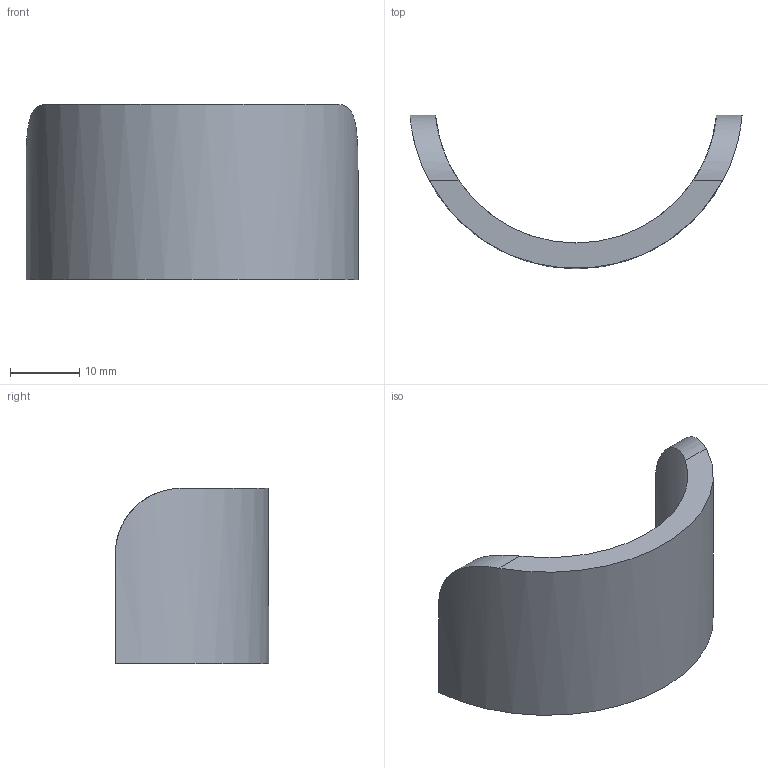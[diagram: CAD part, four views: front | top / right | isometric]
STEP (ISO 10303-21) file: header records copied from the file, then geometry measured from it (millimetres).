
FILE_DESCRIPTION(/* description */ (''),/* implementation_level */ '2;1');
FILE_NAME(/* name */ 'FE-00006-08_1.stp',/* time_stamp */ '2017-01-08T11:49:28-05:00',/* author */ ('jeff1'),/* organization */ (''),/* preprocessor_version */ 'ST-DEVELOPER v16.5',/* originating_system */ 'Autodesk Inventor 2017',/* authorisation */ '');
FILE_SCHEMA (('AUTOMOTIVE_DESIGN { 1 0 10303 214 3 1 1 }'));
Length unit declared in the file: inch
Products named in the file (1): FE-00006-08_1
Bounding box: 48.11 x 22.23 x 25.4 mm (x, y, z)
Volume: 6046.9 mm3; surface area: 3929.3 mm2
Topology: 1 solids, 1 shells, 8 faces, 18 edges, 12 vertices
Faces by surface type: plane 4, cylinder 4
Entity records: 292 total; most frequent: CARTESIAN_POINT 81, ORIENTED_EDGE 36, DIRECTION 36, EDGE_CURVE 18, AXIS2_PLACEMENT_3D 13, VERTEX_POINT 12, LINE 10, VECTOR 10
